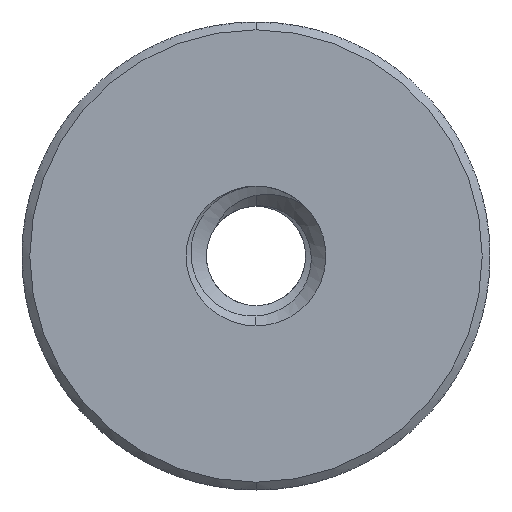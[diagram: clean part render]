
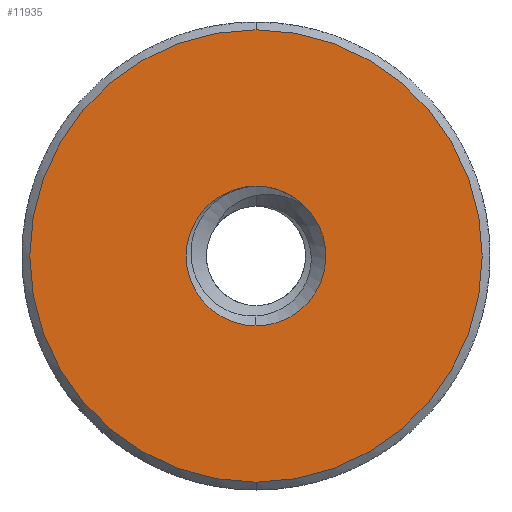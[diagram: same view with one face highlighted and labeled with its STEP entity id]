
A CAD part, front view. The second image highlights one B-rep face of the part: STEP entity #11935.
In plain terms, the highlighted planar face has unit normal (0, -1, 0).
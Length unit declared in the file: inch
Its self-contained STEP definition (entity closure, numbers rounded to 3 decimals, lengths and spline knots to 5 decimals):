
#773 = FACE_BOUND ( 'NONE', #7125, .T. ) ;
#778 = FACE_OUTER_BOUND ( 'NONE', #7078, .T. ) ;
#1212 = AXIS2_PLACEMENT_3D ( 'NONE', #12297, #12290, #12289 ) ;
#1217 = AXIS2_PLACEMENT_3D ( 'NONE', #13319, #13302, #13300 ) ;
#1348 = AXIS2_PLACEMENT_3D ( 'NONE', #12453, #12443, #12442 ) ;
#1516 = AXIS2_PLACEMENT_3D ( 'NONE', #12818, #12810, #12809 ) ;
#3226 = DIRECTION ( 'NONE',  ( 0., 0., 1. ) ) ;
#3227 = DIRECTION ( 'NONE',  ( 0., 1., 0. ) ) ;
#3233 = CARTESIAN_POINT ( 'NONE',  ( -0.1875, 0., 0. ) ) ;
#3234 = PLANE ( 'NONE',  #14184 ) ;
#3591 = DIRECTION ( 'NONE',  ( 0., 0., 1. ) ) ;
#3592 = DIRECTION ( 'NONE',  ( 0., 1., 0. ) ) ;
#3596 = CARTESIAN_POINT ( 'NONE',  ( 0., 0., 0. ) ) ;
#3954 = EDGE_CURVE ( 'NONE', #5331, #5358, #15152, .T. ) ;
#4044 = EDGE_CURVE ( 'NONE', #8528, #8529, #15332, .T. ) ;
#4164 = EDGE_CURVE ( 'NONE', #8529, #8208, #15161, .T. ) ;
#4193 = EDGE_CURVE ( 'NONE', #5358, #5331, #15098, .T. ) ;
#4470 = EDGE_CURVE ( 'NONE', #8208, #8528, #14611, .T. ) ;
#5331 = VERTEX_POINT ( 'NONE', #13913 ) ;
#5358 = VERTEX_POINT ( 'NONE', #13885 ) ;
#7004 = ORIENTED_EDGE ( 'NONE', *, *, #4164, .T. ) ;
#7007 = ORIENTED_EDGE ( 'NONE', *, *, #4044, .T. ) ;
#7009 = ORIENTED_EDGE ( 'NONE', *, *, #4470, .T. ) ;
#7012 = ORIENTED_EDGE ( 'NONE', *, *, #4193, .T. ) ;
#7014 = ORIENTED_EDGE ( 'NONE', *, *, #3954, .T. ) ;
#7078 = EDGE_LOOP ( 'NONE', ( #7014, #7012 ) ) ;
#7125 = EDGE_LOOP ( 'NONE', ( #7009, #7007, #7004 ) ) ;
#8208 = VERTEX_POINT ( 'NONE', #13238 ) ;
#8528 = VERTEX_POINT ( 'NONE', #13828 ) ;
#8529 = VERTEX_POINT ( 'NONE', #13362 ) ;
#10062 = AXIS2_PLACEMENT_3D ( 'NONE', #3596, #3592, #3591 ) ;
#11935 = ADVANCED_FACE ( 'NONE', ( #778, #773 ), #3234, .F. ) ;
#12289 = DIRECTION ( 'NONE',  ( 0., 0., 1. ) ) ;
#12290 = DIRECTION ( 'NONE',  ( 0., -1., 0. ) ) ;
#12297 = CARTESIAN_POINT ( 'NONE',  ( 0., 0., 0. ) ) ;
#12442 = DIRECTION ( 'NONE',  ( 0., 0., 1. ) ) ;
#12443 = DIRECTION ( 'NONE',  ( 0., 1., 0. ) ) ;
#12453 = CARTESIAN_POINT ( 'NONE',  ( 0., 0., 0. ) ) ;
#12809 = DIRECTION ( 'NONE',  ( 0., 0., 1. ) ) ;
#12810 = DIRECTION ( 'NONE',  ( 0., 1., 0. ) ) ;
#12818 = CARTESIAN_POINT ( 'NONE',  ( 0., 0., 0. ) ) ;
#13238 = CARTESIAN_POINT ( 'NONE',  ( 0., 0., 0.056 ) ) ;
#13300 = DIRECTION ( 'NONE',  ( 0., 0., 1. ) ) ;
#13302 = DIRECTION ( 'NONE',  ( 0., -1., 0. ) ) ;
#13319 = CARTESIAN_POINT ( 'NONE',  ( 0., 0., 0. ) ) ;
#13362 = CARTESIAN_POINT ( 'NONE',  ( 0., 0., -0.056 ) ) ;
#13828 = CARTESIAN_POINT ( 'NONE',  ( 0.03924, 0., 0.03996 ) ) ;
#13885 = CARTESIAN_POINT ( 'NONE',  ( 0., 0., -0.18125 ) ) ;
#13913 = CARTESIAN_POINT ( 'NONE',  ( 0., 0., 0.18125 ) ) ;
#14184 = AXIS2_PLACEMENT_3D ( 'NONE', #3233, #3227, #3226 ) ;
#14611 = CIRCLE ( 'NONE', #10062, 0.056 ) ;
#15098 = CIRCLE ( 'NONE', #1212, 0.18125 ) ;
#15152 = CIRCLE ( 'NONE', #1217, 0.18125 ) ;
#15161 = CIRCLE ( 'NONE', #1348, 0.056 ) ;
#15332 = CIRCLE ( 'NONE', #1516, 0.056 ) ;
